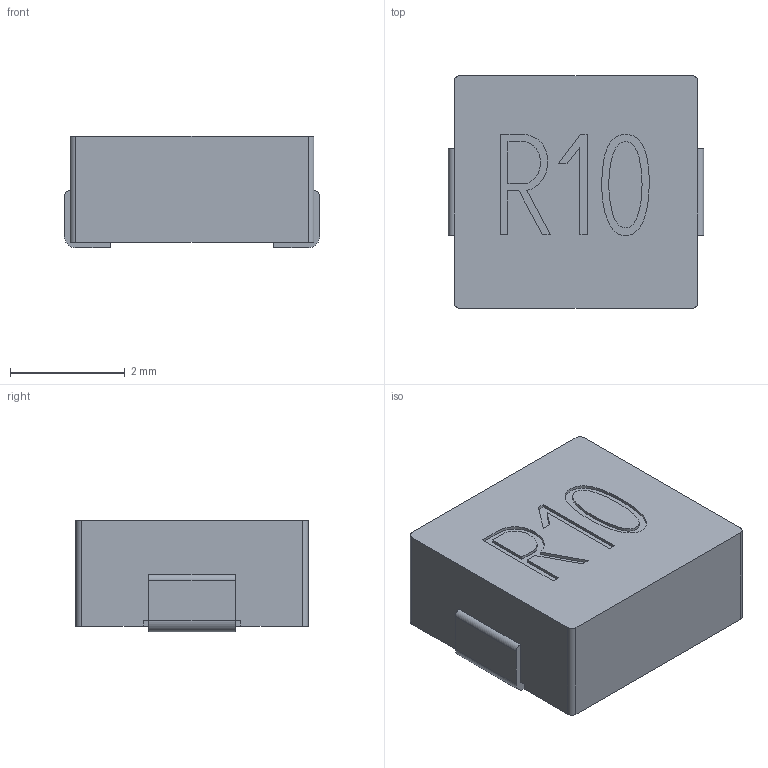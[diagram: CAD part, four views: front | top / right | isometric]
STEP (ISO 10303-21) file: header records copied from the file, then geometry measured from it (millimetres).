
FILE_DESCRIPTION(/* description */ ('Unknown'),/* implementation_level */ '2;1');
FILE_NAME(/* name */ 'HA72L-0420',/* time_stamp */ '2021-10-22T09:35:07+08:00',/* author */ ('Unknown'),/* organization */ ('Unknown'),/* preprocessor_version */ 'ST-DEVELOPER v16.7',/* originating_system */ 'Solid Edge',/* authorisation */ 'Unknown');
FILE_SCHEMA (('AUTOMOTIVE_DESIGN {1 0 10303 214 3 1 1}'));
Length unit declared in the file: millimetre
Products named in the file (1): HA72L-0420
Bounding box: 4.45 x 4.05 x 1.95 mm (x, y, z)
Volume: 32.1 mm3; surface area: 68.6 mm2
Topology: 1 solids, 1 shells, 57 faces, 150 edges, 100 vertices
Faces by surface type: plane 44, cylinder 8, bspline 5
Entity records: 2376 total; most frequent: CARTESIAN_POINT 594, ORIENTED_EDGE 296, DIRECTION 245, EDGE_CURVE 148, LINE 107, VECTOR 107, VERTEX_POINT 100, AXIS2_PLACEMENT_3D 69
